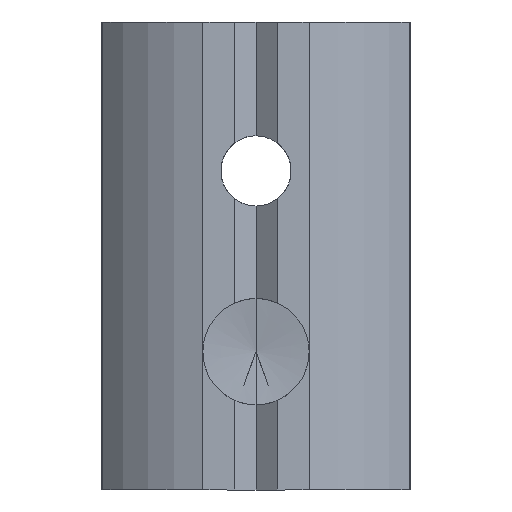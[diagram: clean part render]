
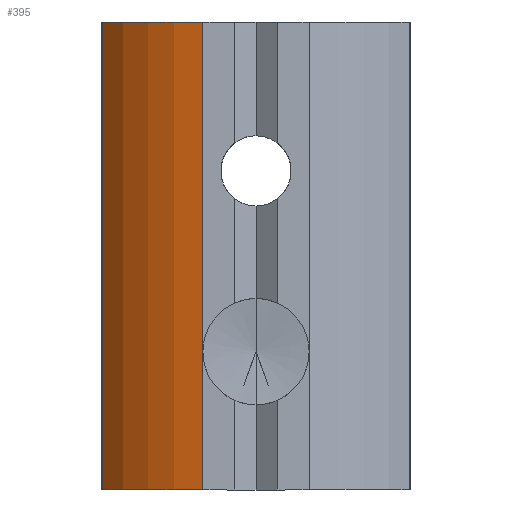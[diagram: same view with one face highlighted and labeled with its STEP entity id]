
A CAD part, front view. The second image highlights one B-rep face of the part: STEP entity #395.
In plain terms, the highlighted cylindrical face has radius 8.5 mm (diameter 17 mm), a partial arc.
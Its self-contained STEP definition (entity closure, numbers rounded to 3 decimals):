
#12 = DIRECTION ( 'NONE',  ( 1., 0., 0. ) ) ;
#32 = FACE_OUTER_BOUND ( 'NONE', #764, .T. ) ;
#72 = AXIS2_PLACEMENT_3D ( 'NONE', #1640, #1635, #1518 ) ;
#78 = EDGE_CURVE ( 'NONE', #536, #202, #1135, .T. ) ;
#124 = DIRECTION ( 'NONE',  ( 0., 0., -1. ) ) ;
#133 = VECTOR ( 'NONE', #939, 1000. ) ;
#135 = CARTESIAN_POINT ( 'NONE',  ( -0.591, 2.083, 11. ) ) ;
#136 = VECTOR ( 'NONE', #1577, 1000. ) ;
#156 = DIRECTION ( 'NONE',  ( 0., 0., 1. ) ) ;
#177 = EDGE_CURVE ( 'NONE', #928, #626, #463, .T. ) ;
#202 = VERTEX_POINT ( 'NONE', #578 ) ;
#237 = AXIS2_PLACEMENT_3D ( 'NONE', #135, #124, #12 ) ;
#361 = ORIENTED_EDGE ( 'NONE', *, *, #78, .T. ) ;
#370 = CIRCLE ( 'NONE', #237, 8.5 ) ;
#395 = ADVANCED_FACE ( 'NONE', ( #32 ), #946, .T. ) ;
#463 = LINE ( 'NONE', #817, #133 ) ;
#482 = CARTESIAN_POINT ( 'NONE',  ( -2.5, -6.2, -11. ) ) ;
#536 = VERTEX_POINT ( 'NONE', #1557 ) ;
#578 = CARTESIAN_POINT ( 'NONE',  ( -2.5, -6.2, 11. ) ) ;
#581 = EDGE_CURVE ( 'NONE', #729, #536, #1331, .T. ) ;
#620 = EDGE_CURVE ( 'NONE', #202, #928, #370, .T. ) ;
#626 = VERTEX_POINT ( 'NONE', #1037 ) ;
#729 = VERTEX_POINT ( 'NONE', #482 ) ;
#762 = CARTESIAN_POINT ( 'NONE',  ( -7.206, -3.255, 11. ) ) ;
#764 = EDGE_LOOP ( 'NONE', ( #1490, #361, #1047, #1358, #1103 ) ) ;
#817 = CARTESIAN_POINT ( 'NONE',  ( -7.206, -3.255, -11. ) ) ;
#928 = VERTEX_POINT ( 'NONE', #762 ) ;
#939 = DIRECTION ( 'NONE',  ( 0., 0., -1. ) ) ;
#946 = CYLINDRICAL_SURFACE ( 'NONE', #1253, 8.5 ) ;
#1005 = VECTOR ( 'NONE', #1045, 1000. ) ;
#1037 = CARTESIAN_POINT ( 'NONE',  ( -7.206, -3.255, -11. ) ) ;
#1045 = DIRECTION ( 'NONE',  ( 0., 0., 1. ) ) ;
#1047 = ORIENTED_EDGE ( 'NONE', *, *, #620, .T. ) ;
#1103 = ORIENTED_EDGE ( 'NONE', *, *, #1513, .F. ) ;
#1135 = LINE ( 'NONE', #1597, #136 ) ;
#1188 = CARTESIAN_POINT ( 'NONE',  ( -2.5, -6.2, -11. ) ) ;
#1216 = CIRCLE ( 'NONE', #72, 8.5 ) ;
#1253 = AXIS2_PLACEMENT_3D ( 'NONE', #1568, #156, #1329 ) ;
#1329 = DIRECTION ( 'NONE',  ( 1., 0., 0. ) ) ;
#1331 = LINE ( 'NONE', #1188, #1005 ) ;
#1358 = ORIENTED_EDGE ( 'NONE', *, *, #177, .T. ) ;
#1490 = ORIENTED_EDGE ( 'NONE', *, *, #581, .T. ) ;
#1513 = EDGE_CURVE ( 'NONE', #729, #626, #1216, .T. ) ;
#1518 = DIRECTION ( 'NONE',  ( 1., 0., 0. ) ) ;
#1557 = CARTESIAN_POINT ( 'NONE',  ( -2.5, -6.2, -4.5 ) ) ;
#1568 = CARTESIAN_POINT ( 'NONE',  ( -0.591, 2.083, -11. ) ) ;
#1577 = DIRECTION ( 'NONE',  ( 0., 0., 1. ) ) ;
#1597 = CARTESIAN_POINT ( 'NONE',  ( -2.5, -6.2, -11. ) ) ;
#1635 = DIRECTION ( 'NONE',  ( 0., 0., -1. ) ) ;
#1640 = CARTESIAN_POINT ( 'NONE',  ( -0.591, 2.083, -11. ) ) ;
